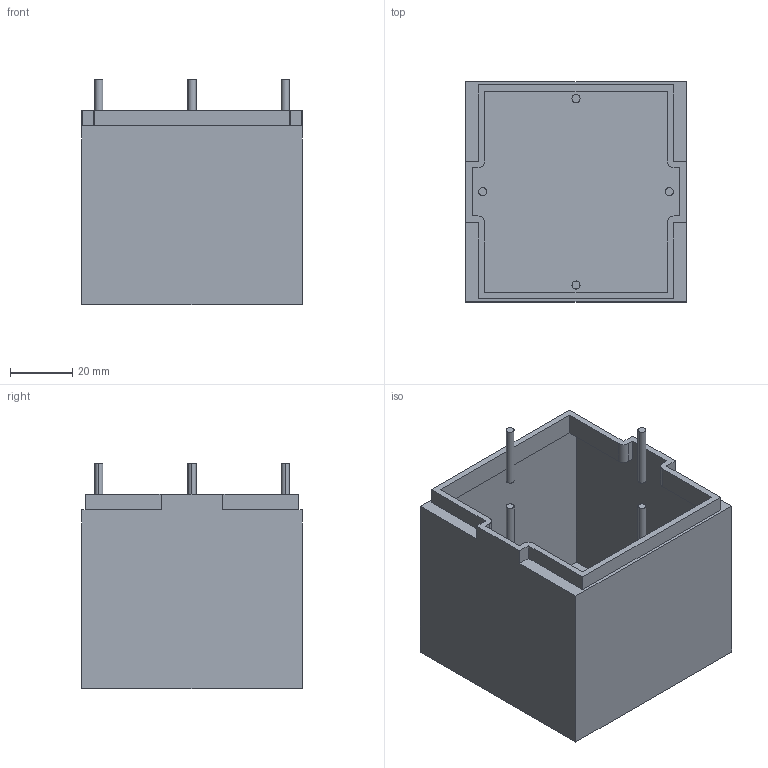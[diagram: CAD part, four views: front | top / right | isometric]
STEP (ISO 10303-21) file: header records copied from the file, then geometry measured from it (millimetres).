
FILE_DESCRIPTION(('CATIA V5 STEP Exchange','CAx-IF Rec.Pracs.--- Model Styling and Organization---1.5--- 2016-08-15','CAx-IF Rec.Pracs.---Supplemental Geometry---1.0---2011-11-01','CAx-IF Rec.Pracs.--- Composite Materials ---1.1---2010-07-15'),'2;1');
FILE_NAME('080161.stp','2022-11-22T08:22:23+00:00',('none'),('none'),'CATIA Version 5-6 Release 2020 SP3','CATIA V5 STEP AP214 v2','none');
FILE_SCHEMA(('AUTOMOTIVE_DESIGN { 1 0 10303 214 1 1 1 1 }'));
Length unit declared in the file: millimetre
Products named in the file (1): 0011952
Bounding box: 70.91 x 70.8 x 72.5 mm (x, y, z)
Volume: 44788.4 mm3; surface area: 45610.6 mm2
Topology: 5 solids, 5 shells, 63 faces, 160 edges, 108 vertices
Faces by surface type: plane 43, cylinder 20
Entity records: 1807 total; most frequent: CARTESIAN_POINT 333, ORIENTED_EDGE 320, DIRECTION 244, EDGE_CURVE 160, VECTOR 120, LINE 120, VERTEX_POINT 108, AXIS2_PLACEMENT_3D 81
